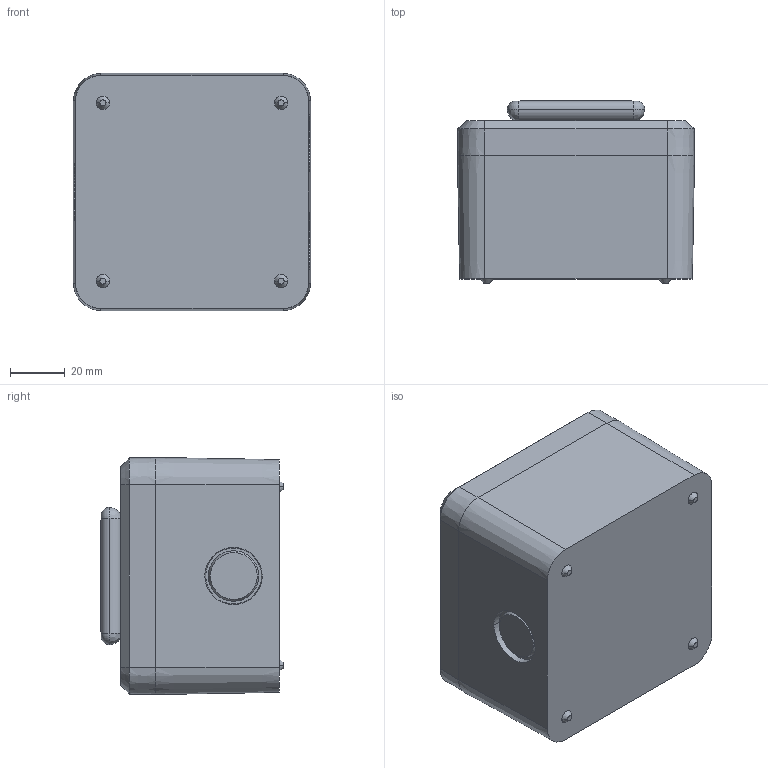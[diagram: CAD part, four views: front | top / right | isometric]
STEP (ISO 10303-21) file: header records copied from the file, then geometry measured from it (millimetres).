
FILE_DESCRIPTION (( 'STEP AP214' ), '1' );
FILE_NAME ('SK0265-S-3D_Issue_A.STEP', '2020-07-28T10:29:27', ( '' ), ( '' ), 'SwSTEP 2.0', 'SolidWorks 2020', '' );
FILE_SCHEMA (( 'AUTOMOTIVE_DESIGN' ));
Length unit declared in the file: millimetre
Products named in the file (6): SCSSPL6x35; Sonara BackBox Outline; D0620-004-BASIC; SK0265-S-3D_Issue_A; Fibre washer; D0620-002_BASIC
Assembly tree (7 placements, depth 2):
  SK0265-S-3D_Issue_A
    D0620-002_BASIC
    D0620-004-BASIC
    Fibre washer  x2
    SCSSPL6x35  x2
    Sonara BackBox Outline
Bounding box: 86.4 x 66.5 x 86.4 mm (x, y, z)
Volume: 382151.5 mm3; surface area: 74477.1 mm2
Topology: 11 solids, 11 shells, 523 faces, 1287 edges, 813 vertices
Faces by surface type: cylinder 186, plane 158, cone 103, bspline 47, torus 25, sphere 4
Entity records: 22013 total; most frequent: CARTESIAN_POINT 11776, ORIENTED_EDGE 2092, DIRECTION 2041, EDGE_CURVE 1046, AXIS2_PLACEMENT_3D 801, VERTEX_POINT 672, EDGE_LOOP 512, LINE 439
